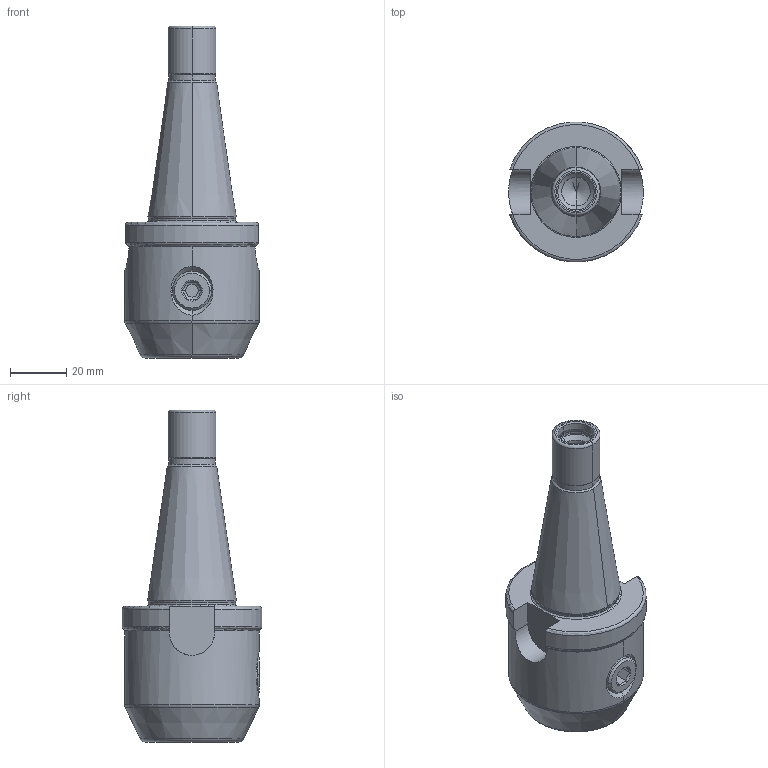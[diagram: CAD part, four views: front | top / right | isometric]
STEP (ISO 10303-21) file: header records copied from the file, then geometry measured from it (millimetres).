
FILE_DESCRIPTION((''),'2;1');
FILE_NAME('301_04_16','2020-08-31T',('103090'),(''),'CREO PARAMETRIC BY PTC INC, 2016260','CREO PARAMETRIC BY PTC INC, 2016260','');
FILE_SCHEMA(('CONFIG_CONTROL_DESIGN'));
Length unit declared in the file: millimetre
Products named in the file (1): 301_04_16
Bounding box: 48 x 49.83 x 118.4 mm (x, y, z)
Volume: 97327.1 mm3; surface area: 18403.1 mm2
Topology: 1 solids, 1 shells, 92 faces, 210 edges, 121 vertices
Faces by surface type: cone 24, cylinder 24, torus 24, plane 20
Entity records: 2840 total; most frequent: CARTESIAN_POINT 728, DIRECTION 468, ORIENTED_EDGE 416, EDGE_CURVE 208, AXIS2_PLACEMENT_3D 197, VERTEX_POINT 121, CIRCLE 102, EDGE_LOOP 95
